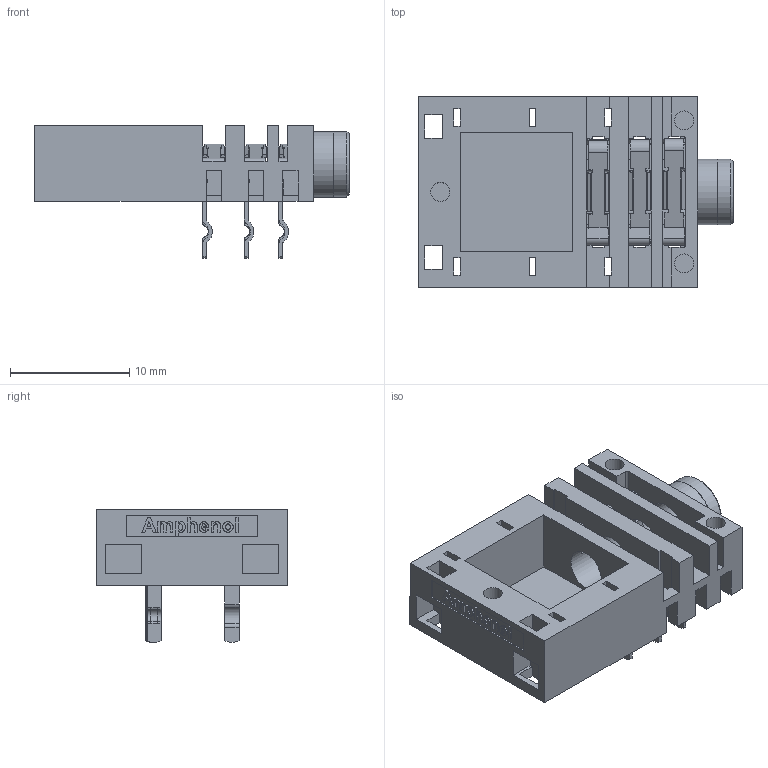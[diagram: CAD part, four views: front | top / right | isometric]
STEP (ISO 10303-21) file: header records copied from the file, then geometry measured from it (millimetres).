
FILE_DESCRIPTION((''),'2;1');
FILE_NAME('ACJS-NH35.stp','2011-08-30T14:37:13',('minh'),(''),'Autodesk Inventor 10','Autodesk Inventor 10','');
FILE_SCHEMA(('AUTOMOTIVE_DESIGN { 1 0 10303 214 1 1 1 1 }'));
Length unit declared in the file: millimetre
Products named in the file (5): 55010385-002; Metal Tube; 50300125-331C; 50300126-331C; 53480035-532b
Assembly tree (8 placements, depth 2):
  55010385-002
    Metal Tube
    50300125-331C  x3
    50300126-331C  x3
    53480035-532b
Bounding box: 26.4 x 16 x 11.15 mm (x, y, z)
Volume: 1419.6 mm3; surface area: 2683.5 mm2
Topology: 8 solids, 8 shells, 669 faces, 1913 edges, 1250 vertices
Faces by surface type: plane 458, bspline 116, cylinder 84, torus 6, cone 5
Full cylindrical faces by diameter (mm): 3.6 x1, 4 x4, 5.5 x2
Entity records: 15945 total; most frequent: CARTESIAN_POINT 4436, ORIENTED_EDGE 2562, DIRECTION 1965, EDGE_CURVE 1281, VECTOR 1093, LINE 1093, VERTEX_POINT 850, EDGE_LOOP 509
